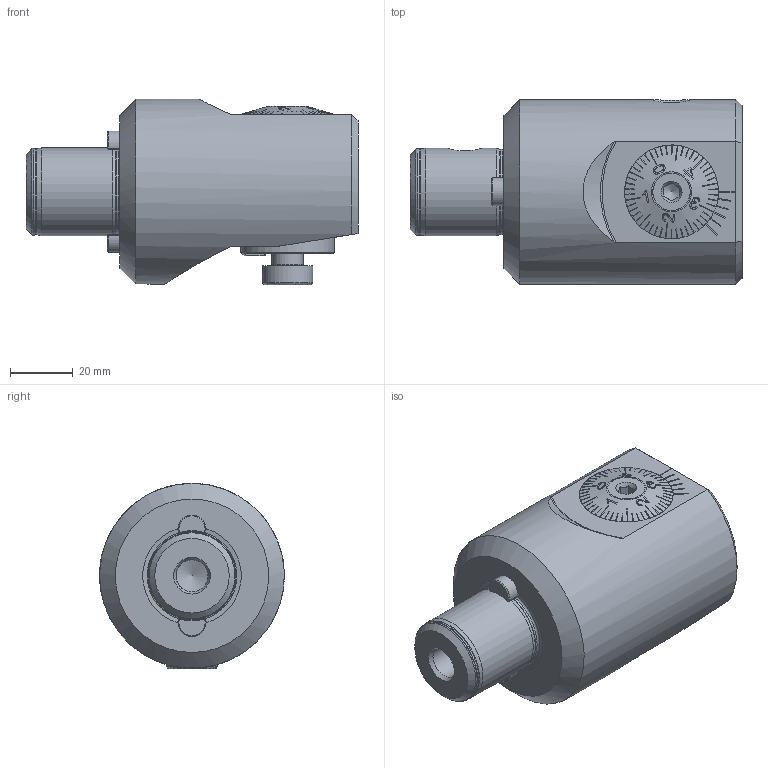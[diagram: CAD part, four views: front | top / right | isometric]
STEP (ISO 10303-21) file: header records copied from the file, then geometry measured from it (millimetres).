
FILE_DESCRIPTION (( 'STEP AP214' ), '1' );
FILE_NAME ('ST5.F55.AA4.080.STEP', '2019-10-24T12:58:19', ( '' ), ( '' ), 'SwSTEP 2.0', 'SolidWorks 2017', '' );
FILE_SCHEMA (( 'AUTOMOTIVE_DESIGN' ));
Length unit declared in the file: millimetre
Products named in the file (16): ST5.F55.AA4.080; A55-BG2.013.005_C; F55-BG2.014.015_B_Fertig mit Gewinde; DIN 7984 - M10 x 16; ST5-F55.AA3.080_A_k”lbohrungen gef〕lt; F55-BG1.012.012_A; ST5-ER2.001.010_A; F55-BG1.DA3.030_A; A55-BG2.011.016_D; DIN 3771 - 25x1.5; Klebstoff D10; WCB-ER2.001.009_A; A55-BG3.011.033_A_gek〉zt; ISO 4026 - M10 x 10; F55-BG1.AA4.030; A55-BG2.012.006_B
Assembly tree (16 placements, depth 3):
  ST5.F55.AA4.080
    ST5-F55.AA3.080_A_k”lbohrungen gef〕lt
    F55-BG1.AA4.030
      F55-BG1.DA3.030_A
      F55-BG1.012.012_A
      A55-BG2.011.016_D
      F55-BG2.014.015_B_Fertig mit Gewinde
      A55-BG2.013.005_C
      DIN 3771 - 25x1.5
      A55-BG2.012.006_B
    A55-BG3.011.033_A_gek〉zt
    WCB-ER2.001.009_A
    Klebstoff D10
    DIN 7984 - M10 x 16
    ISO 4026 - M10 x 10
    ST5-ER2.001.010_A  x2
Bounding box: 106 x 59 x 59.15 mm (x, y, z)
Volume: 188807.8 mm3; surface area: 44616.2 mm2
Topology: 15 solids, 15 shells, 594 faces, 1538 edges, 991 vertices
Faces by surface type: plane 307, cone 128, cylinder 93, bspline 35, torus 30, sphere 1
Full cylindrical faces by diameter (mm): 2.5 x3, 3.3 x2, 4 x5, 4.2 x5, 5 x1, 5.25 x1, 6.8 x1, 8 x2, 8.5 x2, 9.95 x1, 10 x4, 10.2 x1, 11.4 x1, 11.5 x1, 11.6 x1, 11.95 x1, 12 x4, 12.4 x1, 13 x1, 14 x2, 16 x1, 18 x1, 20 x1, 22 x1, 25 x3, 27.3 x1, 27.8 x1, 28 x1, 29.9 x1, 29.98 x1
Entity records: 24132 total; most frequent: CARTESIAN_POINT 7425, ORIENTED_EDGE 2672, DIRECTION 2288, EDGE_CURVE 1336, VERTEX_POINT 936, AXIS2_PLACEMENT_3D 904, EDGE_LOOP 758, FACE_OUTER_BOUND 661
